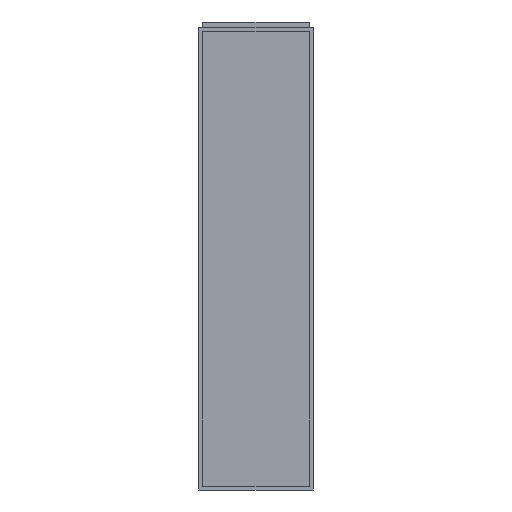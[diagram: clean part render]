
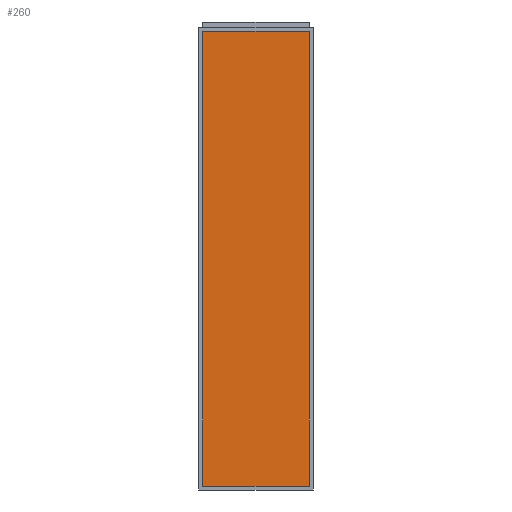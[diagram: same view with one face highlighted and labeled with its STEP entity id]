
A CAD part, front view. The second image highlights one B-rep face of the part: STEP entity #260.
In plain terms, the highlighted planar face has unit normal (0, -1, 0).
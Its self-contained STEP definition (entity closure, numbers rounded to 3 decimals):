
#17 = VERTEX_POINT ( 'NONE', #104 ) ;
#20 = CARTESIAN_POINT ( 'NONE',  ( -63.339, 0., -1115.452 ) ) ;
#94 = CARTESIAN_POINT ( 'NONE',  ( 211.661, 0., -1115.452 ) ) ;
#104 = CARTESIAN_POINT ( 'NONE',  ( -63.339, 0., 59.548 ) ) ;
#112 = ORIENTED_EDGE ( 'NONE', *, *, #611, .F. ) ;
#185 = LINE ( 'NONE', #20, #350 ) ;
#193 = ORIENTED_EDGE ( 'NONE', *, *, #421, .F. ) ;
#209 = ORIENTED_EDGE ( 'NONE', *, *, #516, .F. ) ;
#217 = CARTESIAN_POINT ( 'NONE',  ( 0., 0., 0. ) ) ;
#224 = FACE_OUTER_BOUND ( 'NONE', #303, .T. ) ;
#254 = DIRECTION ( 'NONE',  ( -1., 0., 0. ) ) ;
#260 = ADVANCED_FACE ( 'NONE', ( #224 ), #860, .F. ) ;
#294 = LINE ( 'NONE', #512, #435 ) ;
#303 = EDGE_LOOP ( 'NONE', ( #112, #316, #193, #209 ) ) ;
#316 = ORIENTED_EDGE ( 'NONE', *, *, #504, .F. ) ;
#328 = DIRECTION ( 'NONE',  ( 1., 0., 0. ) ) ;
#350 = VECTOR ( 'NONE', #254, 1000. ) ;
#354 = DIRECTION ( 'NONE',  ( 0., 1., 0. ) ) ;
#421 = EDGE_CURVE ( 'NONE', #461, #815, #775, .T. ) ;
#435 = VECTOR ( 'NONE', #575, 1000. ) ;
#461 = VERTEX_POINT ( 'NONE', #632 ) ;
#504 = EDGE_CURVE ( 'NONE', #815, #561, #185, .T. ) ;
#512 = CARTESIAN_POINT ( 'NONE',  ( -63.339, 0., -1115.452 ) ) ;
#516 = EDGE_CURVE ( 'NONE', #17, #461, #866, .T. ) ;
#561 = VERTEX_POINT ( 'NONE', #573 ) ;
#573 = CARTESIAN_POINT ( 'NONE',  ( -63.339, 0., -1115.452 ) ) ;
#575 = DIRECTION ( 'NONE',  ( 0., 0., 1. ) ) ;
#609 = DIRECTION ( 'NONE',  ( 0., 0., 1. ) ) ;
#611 = EDGE_CURVE ( 'NONE', #561, #17, #294, .T. ) ;
#632 = CARTESIAN_POINT ( 'NONE',  ( 211.661, 0., 59.548 ) ) ;
#677 = DIRECTION ( 'NONE',  ( 0., 0., -1. ) ) ;
#692 = CARTESIAN_POINT ( 'NONE',  ( -63.339, 0., 59.548 ) ) ;
#728 = CARTESIAN_POINT ( 'NONE',  ( 211.661, 0., -1115.452 ) ) ;
#756 = VECTOR ( 'NONE', #677, 1000. ) ;
#775 = LINE ( 'NONE', #94, #756 ) ;
#815 = VERTEX_POINT ( 'NONE', #728 ) ;
#833 = AXIS2_PLACEMENT_3D ( 'NONE', #217, #354, #609 ) ;
#842 = VECTOR ( 'NONE', #328, 1000. ) ;
#860 = PLANE ( 'NONE',  #833 ) ;
#866 = LINE ( 'NONE', #692, #842 ) ;
